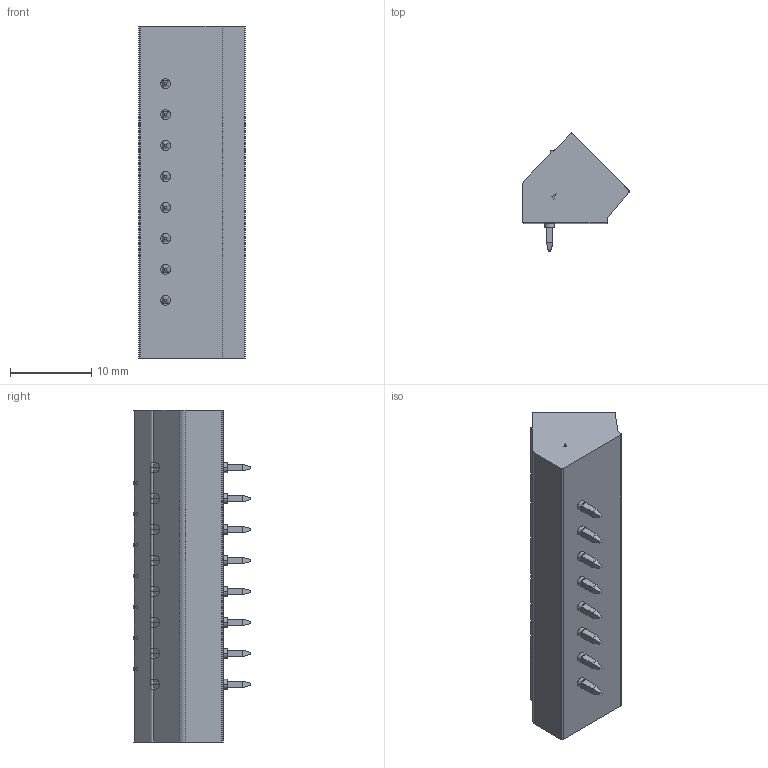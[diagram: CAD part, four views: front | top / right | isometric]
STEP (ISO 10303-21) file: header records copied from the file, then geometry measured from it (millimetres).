
FILE_DESCRIPTION(('SolidDesigner STEP Export'),'1');
FILE_NAME('smc_1.5-8-gf-3.81.stp','2000-11-09T17:22:54',(''),(''), 'SolidDesigner STEP processor Version: 7.0(Mar 1999)for AP214(CD)(Solid Model)', 'CoCreate SolidDesigner: 08.01 19-Jun-2000(C) CoCreate Software GmbH','');
FILE_SCHEMA(('AUTOMOTIVE_DESIGN_CC2 {1 2 10303 214 -1 1 5 1}'));
Length unit declared in the file: millimetre
Products named in the file (2): smc_1.5-8-gf-3.81
Assembly tree (1 placements, depth 2):
  smc_1.5-8-gf-3.81
    smc_1.5-8-gf-3.81
Bounding box: 13.1 x 14.5 x 40.87 mm (x, y, z)
Volume: 3020.4 mm3; surface area: 3322.6 mm2
Topology: 1 solids, 1 shells, 775 faces, 1828 edges, 1110 vertices
Faces by surface type: plane 580, cylinder 179, cone 16
Entity records: 30997 total; most frequent: CARTESIAN_POINT 8203, ORIENTED_EDGE 3656, DIRECTION 3044, EDGE_CURVE 1828, VECTOR 1274, LINE 1274, VERTEX_POINT 1110, AXIS2_PLACEMENT_3D 885
